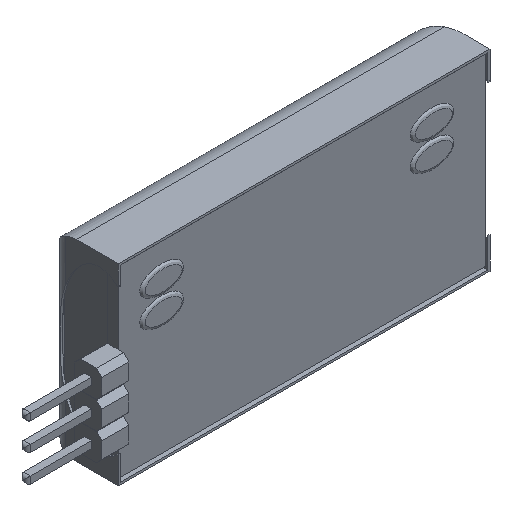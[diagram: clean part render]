
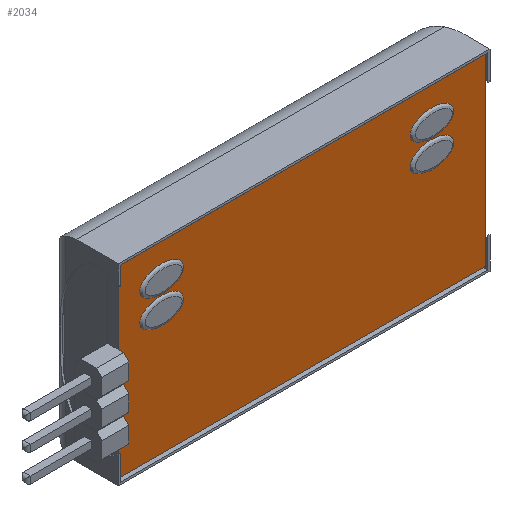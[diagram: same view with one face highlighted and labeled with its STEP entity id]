
A CAD part, isometric view. The second image highlights one B-rep face of the part: STEP entity #2034.
In plain terms, the highlighted planar face has unit normal (0, -1, 0).
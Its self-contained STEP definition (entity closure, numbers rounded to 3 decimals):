
#1496=CARTESIAN_POINT('',(-17.,0.,-0.67));
#1497=VERTEX_POINT('',#1496);
#1512=CARTESIAN_POINT('',(-17.,0.,-0.71));
#1513=VERTEX_POINT('',#1512);
#1520=CARTESIAN_POINT('',(-17.,0.,-0.71));
#1521=DIRECTION('',(0.,0.,1.));
#1522=VECTOR('',#1521,0.04);
#1523=LINE('',#1520,#1522);
#1524=EDGE_CURVE('',#1513,#1497,#1523,.T.);
#1542=CARTESIAN_POINT('',(-17.,0.,1.83));
#1543=VERTEX_POINT('',#1542);
#1552=CARTESIAN_POINT('',(-17.,0.,8.5));
#1553=VERTEX_POINT('',#1552);
#1554=CARTESIAN_POINT('',(-17.,0.,1.83));
#1555=DIRECTION('',(0.,0.,1.));
#1556=VECTOR('',#1555,6.67);
#1557=LINE('',#1554,#1556);
#1558=EDGE_CURVE('',#1543,#1553,#1557,.T.);
#1585=CARTESIAN_POINT('',(-17.,0.,-3.21));
#1586=VERTEX_POINT('',#1585);
#1601=CARTESIAN_POINT('',(-17.,0.,-3.25));
#1602=VERTEX_POINT('',#1601);
#1609=CARTESIAN_POINT('',(-17.,0.,-3.25));
#1610=DIRECTION('',(0.,0.,1.));
#1611=VECTOR('',#1610,0.04);
#1612=LINE('',#1609,#1611);
#1613=EDGE_CURVE('',#1602,#1586,#1612,.T.);
#1733=CARTESIAN_POINT('',(-17.,0.,-5.75));
#1734=VERTEX_POINT('',#1733);
#1749=CARTESIAN_POINT('',(-17.,0.,-8.5));
#1750=VERTEX_POINT('',#1749);
#1757=CARTESIAN_POINT('',(-17.,0.,-8.5));
#1758=DIRECTION('',(0.,0.,1.));
#1759=VECTOR('',#1758,2.75);
#1760=LINE('',#1757,#1759);
#1761=EDGE_CURVE('',#1750,#1734,#1760,.T.);
#1859=CARTESIAN_POINT('',(17.,0.,8.5));
#1860=VERTEX_POINT('',#1859);
#1861=CARTESIAN_POINT('',(17.,0.,-8.5));
#1862=VERTEX_POINT('',#1861);
#1863=CARTESIAN_POINT('',(17.,0.,8.5));
#1864=DIRECTION('',(0.,0.,-1.));
#1865=VECTOR('',#1864,17.);
#1866=LINE('',#1863,#1865);
#1867=EDGE_CURVE('',#1860,#1862,#1866,.T.);
#1891=CARTESIAN_POINT('',(17.,0.,-8.5));
#1892=DIRECTION('',(-1.,0.,0.));
#1893=VECTOR('',#1892,34.);
#1894=LINE('',#1891,#1893);
#1895=EDGE_CURVE('',#1862,#1750,#1894,.T.);
#1909=CARTESIAN_POINT('',(-17.,0.,8.5));
#1910=DIRECTION('',(1.,0.,-0.));
#1911=VECTOR('',#1910,34.);
#1912=LINE('',#1909,#1911);
#1913=EDGE_CURVE('',#1553,#1860,#1912,.T.);
#1922=CARTESIAN_POINT('',(0.,0.,0.));
#1923=DIRECTION('',(0.,-1.,0.));
#1924=DIRECTION('',(0.,0.,-1.));
#1925=AXIS2_PLACEMENT_3D('',#1922,#1923,#1924);
#1926=PLANE('',#1925);
#1927=CARTESIAN_POINT('',(10.,0.,2.971));
#1928=VERTEX_POINT('',#1927);
#1929=CARTESIAN_POINT('',(10.,0.,2.96));
#1930=VERTEX_POINT('',#1929);
#1931=CARTESIAN_POINT('',(12.,0.,2.96));
#1932=DIRECTION('',(-0.,-1.,-0.));
#1933=DIRECTION('',(-1.,0.,0.));
#1934=AXIS2_PLACEMENT_3D('',#1931,#1932,#1933);
#1935=ELLIPSE('',#1934,2.,1.2);
#1936=EDGE_CURVE('',#1928,#1930,#1935,.T.);
#1937=ORIENTED_EDGE('',*,*,#1936,.F.);
#1938=CARTESIAN_POINT('',(12.,0.,2.96));
#1939=DIRECTION('',(-0.,-1.,-0.));
#1940=DIRECTION('',(-1.,0.,0.));
#1941=AXIS2_PLACEMENT_3D('',#1938,#1939,#1940);
#1942=ELLIPSE('',#1941,2.,1.2);
#1943=EDGE_CURVE('',#1930,#1928,#1942,.T.);
#1944=ORIENTED_EDGE('',*,*,#1943,.F.);
#1945=EDGE_LOOP('',(#1937,#1944));
#1946=FACE_BOUND('',#1945,.T.);
#1947=CARTESIAN_POINT('',(10.,0.,5.511));
#1948=VERTEX_POINT('',#1947);
#1949=CARTESIAN_POINT('',(10.,0.,5.5));
#1950=VERTEX_POINT('',#1949);
#1951=CARTESIAN_POINT('',(12.,0.,5.5));
#1952=DIRECTION('',(-0.,-1.,-0.));
#1953=DIRECTION('',(-1.,0.,0.));
#1954=AXIS2_PLACEMENT_3D('',#1951,#1952,#1953);
#1955=ELLIPSE('',#1954,2.,1.2);
#1956=EDGE_CURVE('',#1948,#1950,#1955,.T.);
#1957=ORIENTED_EDGE('',*,*,#1956,.F.);
#1958=CARTESIAN_POINT('',(12.,0.,5.5));
#1959=DIRECTION('',(-0.,-1.,-0.));
#1960=DIRECTION('',(-1.,0.,0.));
#1961=AXIS2_PLACEMENT_3D('',#1958,#1959,#1960);
#1962=ELLIPSE('',#1961,2.,1.2);
#1963=EDGE_CURVE('',#1950,#1948,#1962,.T.);
#1964=ORIENTED_EDGE('',*,*,#1963,.F.);
#1965=EDGE_LOOP('',(#1957,#1964));
#1966=FACE_BOUND('',#1965,.T.);
#1967=CARTESIAN_POINT('',(-11.,0.,2.971));
#1968=VERTEX_POINT('',#1967);
#1969=CARTESIAN_POINT('',(-11.,0.,2.96));
#1970=VERTEX_POINT('',#1969);
#1971=CARTESIAN_POINT('',(-13.,0.,2.96));
#1972=DIRECTION('',(0.,-1.,0.));
#1973=DIRECTION('',(1.,0.,0.));
#1974=AXIS2_PLACEMENT_3D('',#1971,#1972,#1973);
#1975=ELLIPSE('',#1974,2.,1.2);
#1976=EDGE_CURVE('',#1968,#1970,#1975,.T.);
#1977=ORIENTED_EDGE('',*,*,#1976,.F.);
#1978=CARTESIAN_POINT('',(-13.,0.,2.96));
#1979=DIRECTION('',(0.,-1.,0.));
#1980=DIRECTION('',(1.,0.,0.));
#1981=AXIS2_PLACEMENT_3D('',#1978,#1979,#1980);
#1982=ELLIPSE('',#1981,2.,1.2);
#1983=EDGE_CURVE('',#1970,#1968,#1982,.T.);
#1984=ORIENTED_EDGE('',*,*,#1983,.F.);
#1985=EDGE_LOOP('',(#1977,#1984));
#1986=FACE_BOUND('',#1985,.T.);
#1987=CARTESIAN_POINT('',(-11.,0.,5.511));
#1988=VERTEX_POINT('',#1987);
#1989=CARTESIAN_POINT('',(-11.,0.,5.5));
#1990=VERTEX_POINT('',#1989);
#1991=CARTESIAN_POINT('',(-13.,0.,5.5));
#1992=DIRECTION('',(0.,-1.,0.));
#1993=DIRECTION('',(1.,0.,0.));
#1994=AXIS2_PLACEMENT_3D('',#1991,#1992,#1993);
#1995=ELLIPSE('',#1994,2.,1.2);
#1996=EDGE_CURVE('',#1988,#1990,#1995,.T.);
#1997=ORIENTED_EDGE('',*,*,#1996,.F.);
#1998=CARTESIAN_POINT('',(-13.,0.,5.5));
#1999=DIRECTION('',(0.,-1.,0.));
#2000=DIRECTION('',(1.,0.,0.));
#2001=AXIS2_PLACEMENT_3D('',#1998,#1999,#2000);
#2002=ELLIPSE('',#2001,2.,1.2);
#2003=EDGE_CURVE('',#1990,#1988,#2002,.T.);
#2004=ORIENTED_EDGE('',*,*,#2003,.F.);
#2005=EDGE_LOOP('',(#1997,#2004));
#2006=FACE_BOUND('',#2005,.T.);
#2007=ORIENTED_EDGE('',*,*,#1867,.F.);
#2008=ORIENTED_EDGE('',*,*,#1913,.F.);
#2009=ORIENTED_EDGE('',*,*,#1558,.F.);
#2010=CARTESIAN_POINT('',(-17.,0.,-0.67));
#2011=DIRECTION('',(0.,0.,1.));
#2012=VECTOR('',#2011,2.5);
#2013=LINE('',#2010,#2012);
#2014=EDGE_CURVE('',#1497,#1543,#2013,.T.);
#2015=ORIENTED_EDGE('',*,*,#2014,.F.);
#2016=ORIENTED_EDGE('',*,*,#1524,.F.);
#2017=CARTESIAN_POINT('',(-17.,0.,-3.21));
#2018=DIRECTION('',(0.,0.,1.));
#2019=VECTOR('',#2018,2.5);
#2020=LINE('',#2017,#2019);
#2021=EDGE_CURVE('',#1586,#1513,#2020,.T.);
#2022=ORIENTED_EDGE('',*,*,#2021,.F.);
#2023=ORIENTED_EDGE('',*,*,#1613,.F.);
#2024=CARTESIAN_POINT('',(-17.,0.,-5.75));
#2025=DIRECTION('',(0.,0.,1.));
#2026=VECTOR('',#2025,2.5);
#2027=LINE('',#2024,#2026);
#2028=EDGE_CURVE('',#1734,#1602,#2027,.T.);
#2029=ORIENTED_EDGE('',*,*,#2028,.F.);
#2030=ORIENTED_EDGE('',*,*,#1761,.F.);
#2031=ORIENTED_EDGE('',*,*,#1895,.F.);
#2032=EDGE_LOOP('',(#2007,#2008,#2009,#2015,#2016,#2022,#2023,#2029,#2030,#2031));
#2033=FACE_BOUND('',#2032,.T.);
#2034=ADVANCED_FACE('',(#1946,#1966,#1986,#2006,#2033),#1926,.T.);
